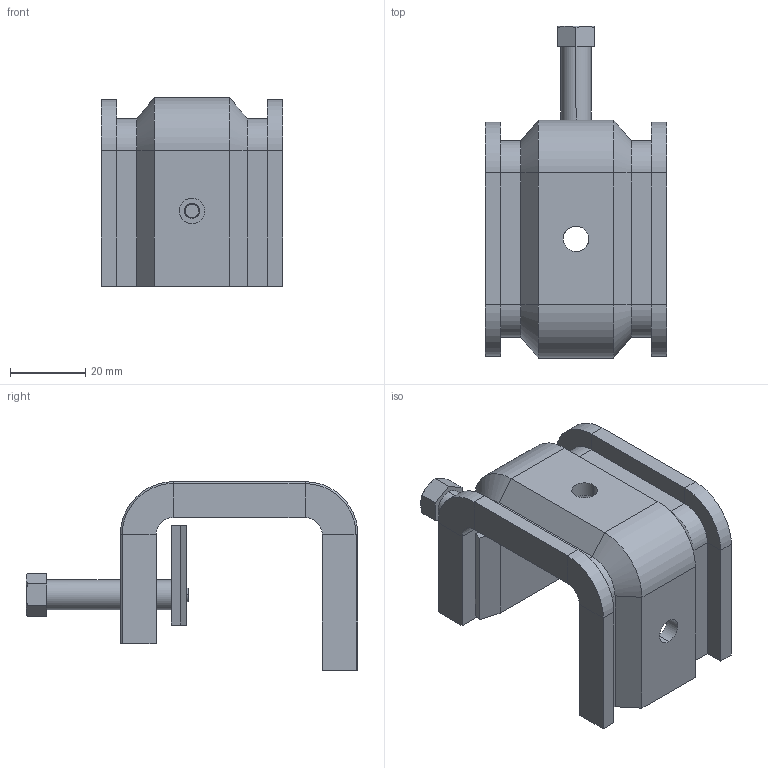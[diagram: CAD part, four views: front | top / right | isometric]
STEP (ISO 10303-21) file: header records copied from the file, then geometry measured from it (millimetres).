
FILE_DESCRIPTION (( 'STEP AP214' ), '1' );
FILE_NAME ('1486238_KSTP1.stp', '2025-11-18T08:56:03', ( '' ), ( '' ), 'SwSTEP 2.0', 'SolidWorks 2024', '' );
FILE_SCHEMA (( 'AUTOMOTIVE_DESIGN' ));
Length unit declared in the file: millimetre
Products named in the file (1): 1486238_KSTP1
Bounding box: 48 x 88 x 50 mm (x, y, z)
Volume: 37568 mm3; surface area: 22113.9 mm2
Topology: 3 solids, 3 shells, 121 faces, 268 edges, 155 vertices
Faces by surface type: bspline 99, plane 22
Entity records: 5179 total; most frequent: CARTESIAN_POINT 3376, ORIENTED_EDGE 536, EDGE_CURVE 268, B_SPLINE_CURVE_WITH_KNOTS 237, VERTEX_POINT 155, EDGE_LOOP 131, ADVANCED_FACE 121, FACE_OUTER_BOUND 121
